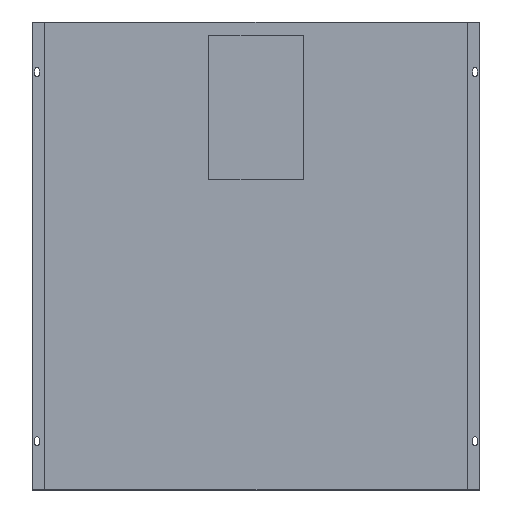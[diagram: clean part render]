
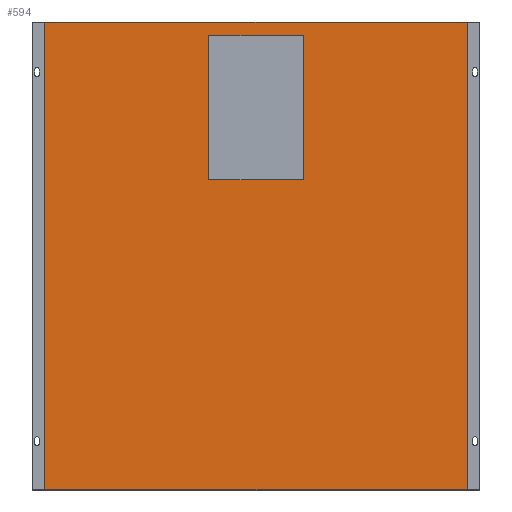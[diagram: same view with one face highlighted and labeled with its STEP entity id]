
A CAD part, top view. The second image highlights one B-rep face of the part: STEP entity #594.
In plain terms, the highlighted planar face has unit normal (0, 0, 1).
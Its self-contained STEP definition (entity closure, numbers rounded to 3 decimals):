
#555=CARTESIAN_POINT('',(455.,0.,406.0));
#556=DIRECTION('',(0.0,0.0,1.0));
#557=DIRECTION('',(1.0,0.0,0.0));
#558=AXIS2_PLACEMENT_3D('',#555,#556,#557);
#559=PLANE('',#558);
#560=CARTESIAN_POINT('',(884.0,-475.,406.0));
#561=VERTEX_POINT('',#560);
#562=CARTESIAN_POINT('',(26.0,-475.0,406.0));
#563=VERTEX_POINT('',#562);
#564=CARTESIAN_POINT('',(884.0,-475.,406.0));
#565=DIRECTION('',(-1.0,0.0,0.0));
#566=VECTOR('',#565,858.0);
#567=LINE('',#564,#566);
#568=EDGE_CURVE('',#561,#563,#567,.T.);
#569=ORIENTED_EDGE('',*,*,#568,.F.);
#570=CARTESIAN_POINT('',(884.0,475.0,406.0));
#571=VERTEX_POINT('',#570);
#572=CARTESIAN_POINT('',(884.0,475.0,406.0));
#573=DIRECTION('',(0.0,-1.0,0.0));
#574=VECTOR('',#573,950.);
#575=LINE('',#572,#574);
#576=EDGE_CURVE('',#571,#561,#575,.T.);
#577=ORIENTED_EDGE('',*,*,#576,.F.);
#578=CARTESIAN_POINT('',(26.0,475.0,406.0));
#579=VERTEX_POINT('',#578);
#580=CARTESIAN_POINT('',(26.0,475.0,406.0));
#581=DIRECTION('',(1.0,0.0,0.0));
#582=VECTOR('',#581,858.0);
#583=LINE('',#580,#582);
#584=EDGE_CURVE('',#579,#571,#583,.T.);
#585=ORIENTED_EDGE('',*,*,#584,.F.);
#586=CARTESIAN_POINT('',(26.0,-475.0,406.0));
#587=DIRECTION('',(0.0,1.0,0.0));
#588=VECTOR('',#587,950.0);
#589=LINE('',#586,#588);
#590=EDGE_CURVE('',#563,#579,#589,.T.);
#591=ORIENTED_EDGE('',*,*,#590,.F.);
#592=EDGE_LOOP('',(#569,#577,#585,#591));
#593=FACE_OUTER_BOUND('',#592,.T.);
#594=ADVANCED_FACE('',(#593),#559,.T.);
